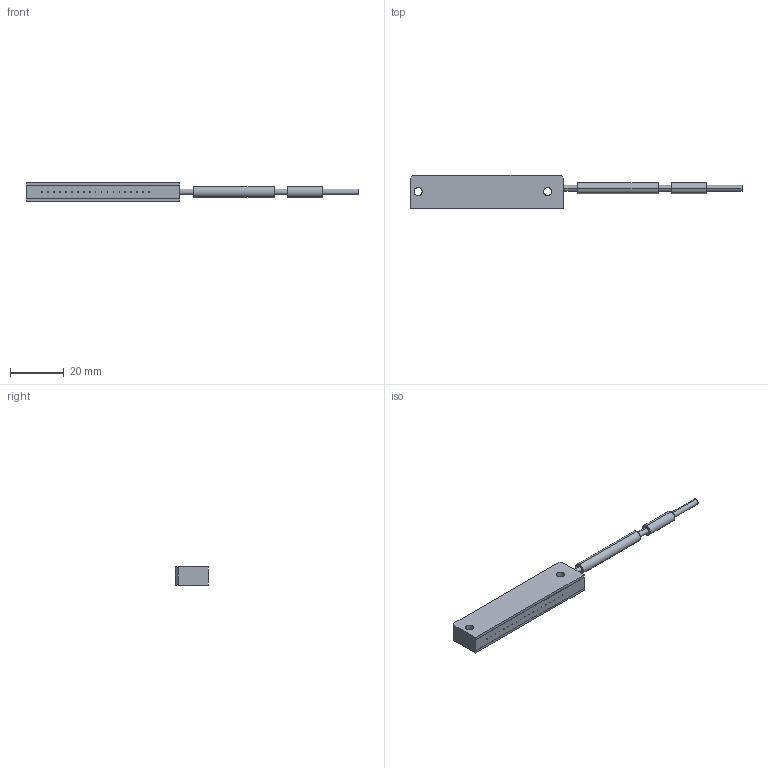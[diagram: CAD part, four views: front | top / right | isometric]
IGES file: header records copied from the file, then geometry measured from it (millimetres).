
Start section: SolidWorks IGES file using analytic representation for surfaces
Global section: file name: GPF-T021-K40.IGS; native system: SolidWorks 2018; preprocessor: SolidWorks 2018; author: LTW; date: 171118.003508; units: millimetre
Bounding box: 123 x 12.3 x 7 mm (x, y, z)
Surface area: 3211.1 mm2 (no closed solid volume)
Topology: 0 solids, 0 shells, 165 faces, 2084 edges, 2084 vertices
Faces by surface type: revolution 90, bspline 75
